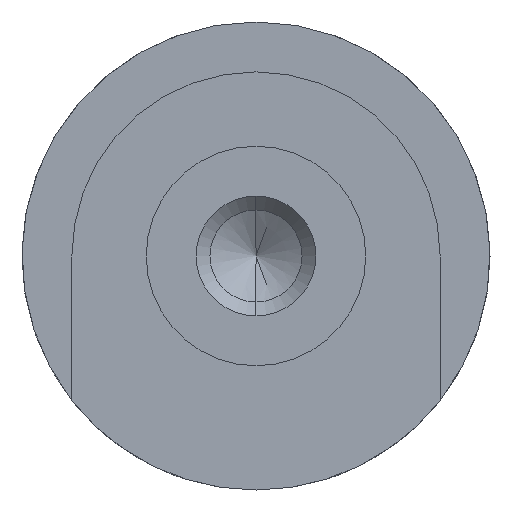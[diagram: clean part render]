
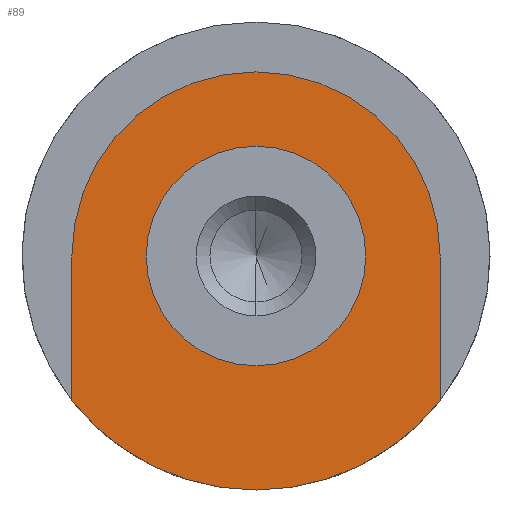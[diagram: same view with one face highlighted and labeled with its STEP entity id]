
A CAD part, left-side view. The second image highlights one B-rep face of the part: STEP entity #89.
In plain terms, the highlighted planar face has unit normal (-1, 0, 0).
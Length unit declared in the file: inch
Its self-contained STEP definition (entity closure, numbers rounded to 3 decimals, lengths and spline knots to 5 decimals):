
#17 = VERTEX_POINT ( 'NONE', #1014 ) ;
#36 = EDGE_LOOP ( 'NONE', ( #1019, #602 ) ) ;
#44 = DIRECTION ( 'NONE',  ( 0., 0., 1. ) ) ;
#47 = EDGE_CURVE ( 'NONE', #271, #69, #869, .T. ) ;
#64 = DIRECTION ( 'NONE',  ( 0., -1., 0. ) ) ;
#69 = VERTEX_POINT ( 'NONE', #768 ) ;
#89 = ADVANCED_FACE ( 'NONE', ( #938, #606 ), #381, .F. ) ;
#114 = DIRECTION ( 'NONE',  ( -1., 0., 0. ) ) ;
#127 = VERTEX_POINT ( 'NONE', #621 ) ;
#131 = EDGE_CURVE ( 'NONE', #843, #493, #801, .T. ) ;
#169 = CIRCLE ( 'NONE', #880, 0.5 ) ;
#175 = EDGE_CURVE ( 'NONE', #843, #127, #562, .T. ) ;
#195 = CARTESIAN_POINT ( 'NONE',  ( 0., 0.3935, 0. ) ) ;
#233 = DIRECTION ( 'NONE',  ( 0., 0., -1. ) ) ;
#271 = VERTEX_POINT ( 'NONE', #677 ) ;
#272 = AXIS2_PLACEMENT_3D ( 'NONE', #532, #299, #64 ) ;
#296 = DIRECTION ( 'NONE',  ( 1., 0., 0. ) ) ;
#299 = DIRECTION ( 'NONE',  ( -1., 0., 0. ) ) ;
#305 = CARTESIAN_POINT ( 'NONE',  ( 0., 0., 0. ) ) ;
#327 = CARTESIAN_POINT ( 'NONE',  ( 0., -0.3935, 0. ) ) ;
#350 = EDGE_CURVE ( 'NONE', #493, #271, #812, .T. ) ;
#365 = CARTESIAN_POINT ( 'NONE',  ( 0., -0.2345, 0. ) ) ;
#368 = CIRCLE ( 'NONE', #954, 0.2345 ) ;
#370 = CARTESIAN_POINT ( 'NONE',  ( 0., 0., 0. ) ) ;
#375 = AXIS2_PLACEMENT_3D ( 'NONE', #772, #296, #233 ) ;
#381 = PLANE ( 'NONE',  #375 ) ;
#394 = DIRECTION ( 'NONE',  ( 0., 0., -1. ) ) ;
#406 = AXIS2_PLACEMENT_3D ( 'NONE', #305, #779, #463 ) ;
#413 = VERTEX_POINT ( 'NONE', #365 ) ;
#418 = DIRECTION ( 'NONE',  ( 0., -1., 0. ) ) ;
#443 = ORIENTED_EDGE ( 'NONE', *, *, #350, .T. ) ;
#463 = DIRECTION ( 'NONE',  ( 0., 0., 1. ) ) ;
#493 = VERTEX_POINT ( 'NONE', #620 ) ;
#511 = CARTESIAN_POINT ( 'NONE',  ( 0., 0., 0. ) ) ;
#532 = CARTESIAN_POINT ( 'NONE',  ( 0., 0., 0. ) ) ;
#562 = LINE ( 'NONE', #327, #993 ) ;
#570 = CARTESIAN_POINT ( 'NONE',  ( 0., -0.3935, 0. ) ) ;
#602 = ORIENTED_EDGE ( 'NONE', *, *, #825, .F. ) ;
#606 = FACE_OUTER_BOUND ( 'NONE', #679, .T. ) ;
#618 = ORIENTED_EDGE ( 'NONE', *, *, #131, .T. ) ;
#620 = CARTESIAN_POINT ( 'NONE',  ( 0., 0.3935, 0. ) ) ;
#621 = CARTESIAN_POINT ( 'NONE',  ( 0., -0.3935, -0.30848 ) ) ;
#623 = VECTOR ( 'NONE', #913, 39.37008 ) ;
#663 = CIRCLE ( 'NONE', #919, 0.2345 ) ;
#677 = CARTESIAN_POINT ( 'NONE',  ( 0., 0.3935, -0.30848 ) ) ;
#679 = EDGE_LOOP ( 'NONE', ( #443, #977, #769, #777, #618 ) ) ;
#744 = CARTESIAN_POINT ( 'NONE',  ( 0., 0., 0. ) ) ;
#752 = DIRECTION ( 'NONE',  ( -1., 0., 0. ) ) ;
#768 = CARTESIAN_POINT ( 'NONE',  ( 0., 0., -0.5 ) ) ;
#769 = ORIENTED_EDGE ( 'NONE', *, *, #864, .T. ) ;
#772 = CARTESIAN_POINT ( 'NONE',  ( 0., 0.5, 0. ) ) ;
#777 = ORIENTED_EDGE ( 'NONE', *, *, #175, .F. ) ;
#779 = DIRECTION ( 'NONE',  ( -1., 0., 0. ) ) ;
#801 = CIRCLE ( 'NONE', #272, 0.3935 ) ;
#812 = LINE ( 'NONE', #195, #623 ) ;
#825 = EDGE_CURVE ( 'NONE', #413, #17, #663, .T. ) ;
#831 = DIRECTION ( 'NONE',  ( 0., -1., 0. ) ) ;
#843 = VERTEX_POINT ( 'NONE', #570 ) ;
#864 = EDGE_CURVE ( 'NONE', #69, #127, #169, .T. ) ;
#869 = CIRCLE ( 'NONE', #406, 0.5 ) ;
#880 = AXIS2_PLACEMENT_3D ( 'NONE', #370, #752, #44 ) ;
#913 = DIRECTION ( 'NONE',  ( 0., 0., -1. ) ) ;
#919 = AXIS2_PLACEMENT_3D ( 'NONE', #744, #994, #831 ) ;
#938 = FACE_BOUND ( 'NONE', #36, .T. ) ;
#946 = EDGE_CURVE ( 'NONE', #17, #413, #368, .T. ) ;
#954 = AXIS2_PLACEMENT_3D ( 'NONE', #511, #114, #418 ) ;
#977 = ORIENTED_EDGE ( 'NONE', *, *, #47, .T. ) ;
#993 = VECTOR ( 'NONE', #394, 39.37008 ) ;
#994 = DIRECTION ( 'NONE',  ( -1., 0., 0. ) ) ;
#1014 = CARTESIAN_POINT ( 'NONE',  ( 0., 0.2345, 0. ) ) ;
#1019 = ORIENTED_EDGE ( 'NONE', *, *, #946, .F. ) ;
